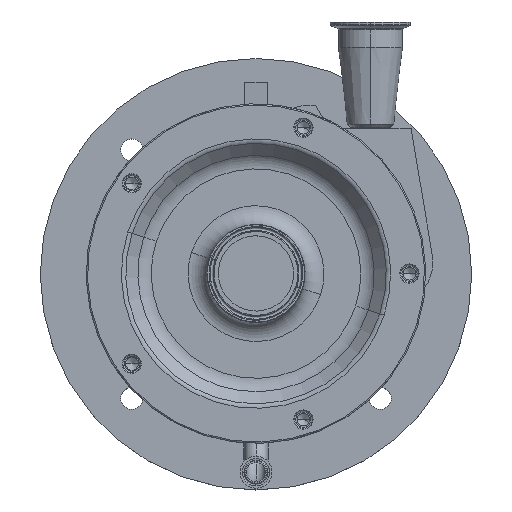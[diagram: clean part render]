
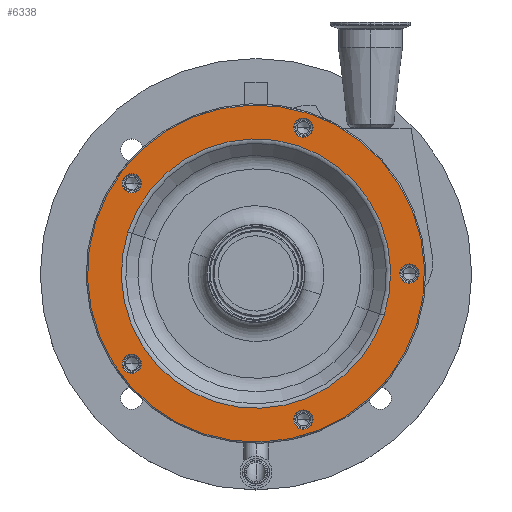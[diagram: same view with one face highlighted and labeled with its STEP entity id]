
A CAD part, top view. The second image highlights one B-rep face of the part: STEP entity #6338.
In plain terms, the highlighted planar face has unit normal (0, 0, 1).
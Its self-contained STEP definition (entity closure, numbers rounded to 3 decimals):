
#96 = CARTESIAN_POINT ( 'NONE',  ( -98.7, 71.71, 316. ) ) ;
#137 = CARTESIAN_POINT ( 'NONE',  ( 114.73, 2.362, 316. ) ) ;
#162 = AXIS2_PLACEMENT_3D ( 'NONE', #10170, #10118, #5896 ) ;
#366 = AXIS2_PLACEMENT_3D ( 'NONE', #8680, #8011, #5484 ) ;
#481 = AXIS2_PLACEMENT_3D ( 'NONE', #9008, #3244, #5816 ) ;
#702 = EDGE_LOOP ( 'NONE', ( #3641, #3394 ) ) ;
#708 = CIRCLE ( 'NONE', #162, 7.644 ) ;
#717 = DIRECTION ( 'NONE',  ( -0.951, 0.309, 0. ) ) ;
#741 = AXIS2_PLACEMENT_3D ( 'NONE', #6726, #1721, #5930 ) ;
#757 = EDGE_CURVE ( 'NONE', #7598, #1782, #7876, .T. ) ;
#1079 = VERTEX_POINT ( 'NONE', #137 ) ;
#1307 = CARTESIAN_POINT ( 'NONE',  ( -127.442, 41.408, 316. ) ) ;
#1339 = EDGE_LOOP ( 'NONE', ( #8285, #7866 ) ) ;
#1381 = ORIENTED_EDGE ( 'NONE', *, *, #757, .T. ) ;
#1419 = EDGE_CURVE ( 'NONE', #4804, #3444, #2521, .T. ) ;
#1433 = FACE_OUTER_BOUND ( 'NONE', #5967, .T. ) ;
#1540 = DIRECTION ( 'NONE',  ( -0.951, 0.309, 0. ) ) ;
#1572 = CARTESIAN_POINT ( 'NONE',  ( -98.7, 71.71, 316. ) ) ;
#1690 = ORIENTED_EDGE ( 'NONE', *, *, #8679, .T. ) ;
#1716 = ORIENTED_EDGE ( 'NONE', *, *, #3735, .T. ) ;
#1721 = DIRECTION ( 'NONE',  ( 0., 0., -1. ) ) ;
#1781 = CARTESIAN_POINT ( 'NONE',  ( 101.831, -33.087, 316. ) ) ;
#1782 = VERTEX_POINT ( 'NONE', #4188 ) ;
#1844 = AXIS2_PLACEMENT_3D ( 'NONE', #3585, #9850, #9572 ) ;
#1930 = VERTEX_POINT ( 'NONE', #9450 ) ;
#1942 = FACE_BOUND ( 'NONE', #5801, .T. ) ;
#2018 = VERTEX_POINT ( 'NONE', #3949 ) ;
#2046 = CIRCLE ( 'NONE', #9754, 7.644 ) ;
#2068 = CARTESIAN_POINT ( 'NONE',  ( -91.43, -74.072, 316. ) ) ;
#2112 = FACE_BOUND ( 'NONE', #10501, .T. ) ;
#2521 = CIRCLE ( 'NONE', #741, 7.644 ) ;
#2530 = AXIS2_PLACEMENT_3D ( 'NONE', #5100, #5212, #3435 ) ;
#2562 = ORIENTED_EDGE ( 'NONE', *, *, #10884, .T. ) ;
#2800 = CARTESIAN_POINT ( 'NONE',  ( 30.43, 118.391, 316. ) ) ;
#2864 = ORIENTED_EDGE ( 'NONE', *, *, #4643, .T. ) ;
#2956 = CARTESIAN_POINT ( 'NONE',  ( 129.27, -2.362, 316. ) ) ;
#2975 = DIRECTION ( 'NONE',  ( -0.951, 0.309, 0. ) ) ;
#3098 = AXIS2_PLACEMENT_3D ( 'NONE', #5016, #8433, #1540 ) ;
#3120 = CIRCLE ( 'NONE', #5802, 7.644 ) ;
#3225 = DIRECTION ( 'NONE',  ( -0.951, 0.309, 0. ) ) ;
#3244 = DIRECTION ( 'NONE',  ( 0., 0., -1. ) ) ;
#3276 = CIRCLE ( 'NONE', #3098, 7.644 ) ;
#3335 = ORIENTED_EDGE ( 'NONE', *, *, #7474, .F. ) ;
#3394 = ORIENTED_EDGE ( 'NONE', *, *, #1419, .T. ) ;
#3435 = DIRECTION ( 'NONE',  ( -0.951, 0.309, 0. ) ) ;
#3444 = VERTEX_POINT ( 'NONE', #10548 ) ;
#3455 = CARTESIAN_POINT ( 'NONE',  ( -105.97, 74.072, 316. ) ) ;
#3464 = EDGE_CURVE ( 'NONE', #3907, #7173, #3469, .T. ) ;
#3467 = DIRECTION ( 'NONE',  ( 0., 0., -1. ) ) ;
#3469 = CIRCLE ( 'NONE', #1844, 107.071 ) ;
#3489 = CARTESIAN_POINT ( 'NONE',  ( 37.7, 116.029, 316. ) ) ;
#3585 = CARTESIAN_POINT ( 'NONE',  ( 0., 0., 316. ) ) ;
#3641 = ORIENTED_EDGE ( 'NONE', *, *, #10340, .T. ) ;
#3735 = EDGE_CURVE ( 'NONE', #11000, #1930, #3120, .T. ) ;
#3860 = DIRECTION ( 'NONE',  ( 0., 0., -1. ) ) ;
#3907 = VERTEX_POINT ( 'NONE', #1781 ) ;
#3949 = CARTESIAN_POINT ( 'NONE',  ( 127.442, -41.408, 316. ) ) ;
#3995 = DIRECTION ( 'NONE',  ( -0.951, 0.309, 0. ) ) ;
#4025 = DIRECTION ( 'NONE',  ( -0.951, 0.309, 0. ) ) ;
#4070 = CIRCLE ( 'NONE', #10702, 107.071 ) ;
#4188 = CARTESIAN_POINT ( 'NONE',  ( 30.43, -113.667, 316. ) ) ;
#4211 = DIRECTION ( 'NONE',  ( -0.951, 0.309, 0. ) ) ;
#4316 = DIRECTION ( 'NONE',  ( -0.951, 0.309, 0. ) ) ;
#4398 = ORIENTED_EDGE ( 'NONE', *, *, #9733, .T. ) ;
#4416 = ORIENTED_EDGE ( 'NONE', *, *, #5479, .T. ) ;
#4643 = EDGE_CURVE ( 'NONE', #1930, #11000, #2046, .T. ) ;
#4804 = VERTEX_POINT ( 'NONE', #2800 ) ;
#4949 = AXIS2_PLACEMENT_3D ( 'NONE', #10998, #3467, #717 ) ;
#5016 = CARTESIAN_POINT ( 'NONE',  ( -98.7, -71.71, 316. ) ) ;
#5074 = VERTEX_POINT ( 'NONE', #8825 ) ;
#5100 = CARTESIAN_POINT ( 'NONE',  ( 0., 0., 316. ) ) ;
#5107 = DIRECTION ( 'NONE',  ( 0., 0., -1. ) ) ;
#5149 = AXIS2_PLACEMENT_3D ( 'NONE', #5901, #5107, #3225 ) ;
#5190 = ORIENTED_EDGE ( 'NONE', *, *, #10300, .F. ) ;
#5212 = DIRECTION ( 'NONE',  ( 0., 0., -1. ) ) ;
#5293 = AXIS2_PLACEMENT_3D ( 'NONE', #9706, #7239, #8076 ) ;
#5378 = DIRECTION ( 'NONE',  ( 0., 0., -1. ) ) ;
#5479 = EDGE_CURVE ( 'NONE', #1079, #10699, #10875, .T. ) ;
#5484 = DIRECTION ( 'NONE',  ( -0.951, 0.309, 0. ) ) ;
#5588 = FACE_BOUND ( 'NONE', #702, .T. ) ;
#5801 = EDGE_LOOP ( 'NONE', ( #4398, #4416 ) ) ;
#5802 = AXIS2_PLACEMENT_3D ( 'NONE', #1572, #9249, #3995 ) ;
#5816 = DIRECTION ( 'NONE',  ( -0.951, 0.309, 0. ) ) ;
#5896 = DIRECTION ( 'NONE',  ( -0.951, 0.309, 0. ) ) ;
#5901 = CARTESIAN_POINT ( 'NONE',  ( 37.7, -116.029, 316. ) ) ;
#5930 = DIRECTION ( 'NONE',  ( -0.951, 0.309, 0. ) ) ;
#5945 = EDGE_CURVE ( 'NONE', #7173, #3907, #4070, .T. ) ;
#5967 = EDGE_LOOP ( 'NONE', ( #3335, #5190 ) ) ;
#6034 = ORIENTED_EDGE ( 'NONE', *, *, #6864, .T. ) ;
#6100 = DIRECTION ( 'NONE',  ( 0., 0., -1. ) ) ;
#6338 = ADVANCED_FACE ( 'NONE', ( #1942, #2112, #6376, #10934, #5588, #1433, #10766 ), #8269, .F. ) ;
#6376 = FACE_BOUND ( 'NONE', #7468, .T. ) ;
#6591 = CIRCLE ( 'NONE', #5149, 7.644 ) ;
#6726 = CARTESIAN_POINT ( 'NONE',  ( 37.7, 116.029, 316. ) ) ;
#6771 = CARTESIAN_POINT ( 'NONE',  ( 44.97, -118.391, 316. ) ) ;
#6864 = EDGE_CURVE ( 'NONE', #5074, #10482, #7106, .T. ) ;
#7002 = DIRECTION ( 'NONE',  ( 0., 0., -1. ) ) ;
#7106 = CIRCLE ( 'NONE', #481, 7.644 ) ;
#7173 = VERTEX_POINT ( 'NONE', #10161 ) ;
#7239 = DIRECTION ( 'NONE',  ( 0., 0., -1. ) ) ;
#7468 = EDGE_LOOP ( 'NONE', ( #2562, #6034 ) ) ;
#7474 = EDGE_CURVE ( 'NONE', #8457, #2018, #9416, .T. ) ;
#7598 = VERTEX_POINT ( 'NONE', #6771 ) ;
#7794 = AXIS2_PLACEMENT_3D ( 'NONE', #9915, #3860, #4025 ) ;
#7866 = ORIENTED_EDGE ( 'NONE', *, *, #3464, .T. ) ;
#7876 = CIRCLE ( 'NONE', #366, 7.644 ) ;
#8011 = DIRECTION ( 'NONE',  ( 0., 0., -1. ) ) ;
#8074 = CIRCLE ( 'NONE', #2530, 134. ) ;
#8076 = DIRECTION ( 'NONE',  ( -0.951, 0.309, 0. ) ) ;
#8269 = PLANE ( 'NONE',  #7794 ) ;
#8285 = ORIENTED_EDGE ( 'NONE', *, *, #5945, .T. ) ;
#8433 = DIRECTION ( 'NONE',  ( 0., 0., -1. ) ) ;
#8457 = VERTEX_POINT ( 'NONE', #1307 ) ;
#8617 = CIRCLE ( 'NONE', #10968, 7.644 ) ;
#8679 = EDGE_CURVE ( 'NONE', #1782, #7598, #6591, .T. ) ;
#8680 = CARTESIAN_POINT ( 'NONE',  ( 37.7, -116.029, 316. ) ) ;
#8825 = CARTESIAN_POINT ( 'NONE',  ( -105.97, -69.348, 316. ) ) ;
#9008 = CARTESIAN_POINT ( 'NONE',  ( -98.7, -71.71, 316. ) ) ;
#9249 = DIRECTION ( 'NONE',  ( 0., 0., -1. ) ) ;
#9416 = CIRCLE ( 'NONE', #4949, 134. ) ;
#9450 = CARTESIAN_POINT ( 'NONE',  ( -91.43, 69.348, 316. ) ) ;
#9572 = DIRECTION ( 'NONE',  ( -0.951, 0.309, 0. ) ) ;
#9706 = CARTESIAN_POINT ( 'NONE',  ( 122., 0., 316. ) ) ;
#9733 = EDGE_CURVE ( 'NONE', #10699, #1079, #708, .T. ) ;
#9754 = AXIS2_PLACEMENT_3D ( 'NONE', #96, #6100, #4316 ) ;
#9850 = DIRECTION ( 'NONE',  ( 0., 0., -1. ) ) ;
#9915 = CARTESIAN_POINT ( 'NONE',  ( 41.408, 127.442, 316. ) ) ;
#10118 = DIRECTION ( 'NONE',  ( 0., 0., -1. ) ) ;
#10161 = CARTESIAN_POINT ( 'NONE',  ( -101.831, 33.087, 316. ) ) ;
#10170 = CARTESIAN_POINT ( 'NONE',  ( 122., 0., 316. ) ) ;
#10300 = EDGE_CURVE ( 'NONE', #2018, #8457, #8074, .T. ) ;
#10340 = EDGE_CURVE ( 'NONE', #3444, #4804, #8617, .T. ) ;
#10344 = EDGE_LOOP ( 'NONE', ( #2864, #1716 ) ) ;
#10482 = VERTEX_POINT ( 'NONE', #2068 ) ;
#10501 = EDGE_LOOP ( 'NONE', ( #1381, #1690 ) ) ;
#10548 = CARTESIAN_POINT ( 'NONE',  ( 44.97, 113.667, 316. ) ) ;
#10671 = CARTESIAN_POINT ( 'NONE',  ( 0., 0., 316. ) ) ;
#10699 = VERTEX_POINT ( 'NONE', #2956 ) ;
#10702 = AXIS2_PLACEMENT_3D ( 'NONE', #10671, #5378, #2975 ) ;
#10766 = FACE_BOUND ( 'NONE', #1339, .T. ) ;
#10875 = CIRCLE ( 'NONE', #5293, 7.644 ) ;
#10884 = EDGE_CURVE ( 'NONE', #10482, #5074, #3276, .T. ) ;
#10934 = FACE_BOUND ( 'NONE', #10344, .T. ) ;
#10968 = AXIS2_PLACEMENT_3D ( 'NONE', #3489, #7002, #4211 ) ;
#10998 = CARTESIAN_POINT ( 'NONE',  ( 0., 0., 316. ) ) ;
#11000 = VERTEX_POINT ( 'NONE', #3455 ) ;
